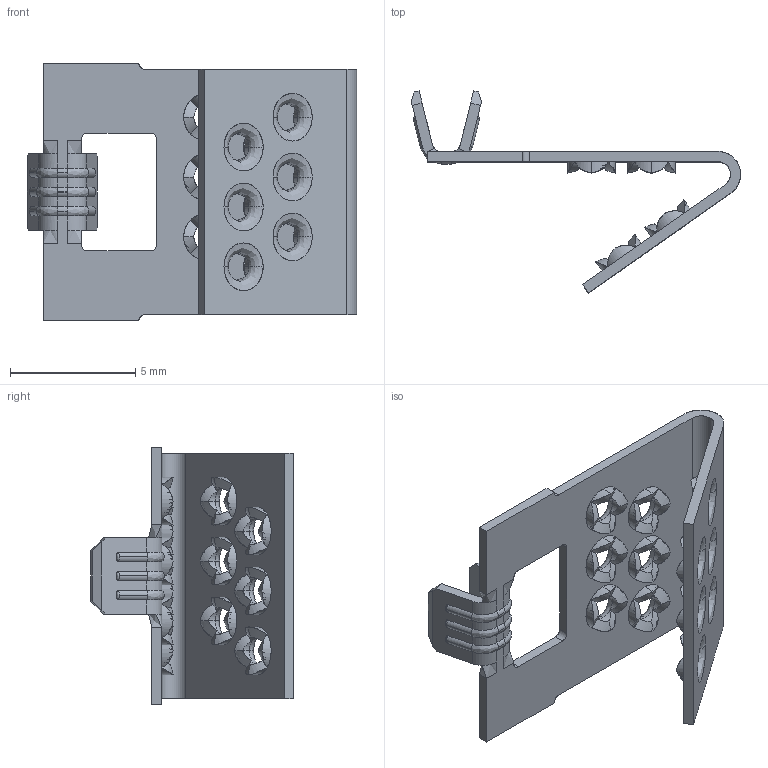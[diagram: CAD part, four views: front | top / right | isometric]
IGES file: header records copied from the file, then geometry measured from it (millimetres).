
Start section: SolidWorks IGES file using analytic representation for surfaces
Global section: file name: 52021.IGS; native system: SolidWorks 2014; preprocessor: SolidWorks 2014; author: sjohnson; date: 150120.113627; units: inch
Bounding box: 13.13 x 8.07 x 10.29 mm (x, y, z)
Surface area: 462.6 mm2 (no closed solid volume)
Topology: 0 solids, 0 shells, 396 faces, 3162 edges, 3162 vertices
Faces by surface type: revolution 273, bspline 123
